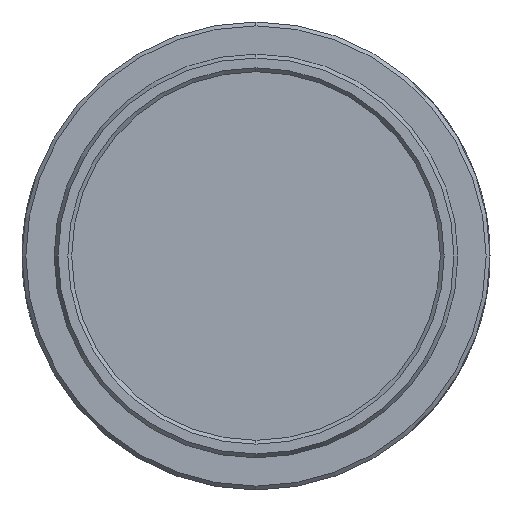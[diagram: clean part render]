
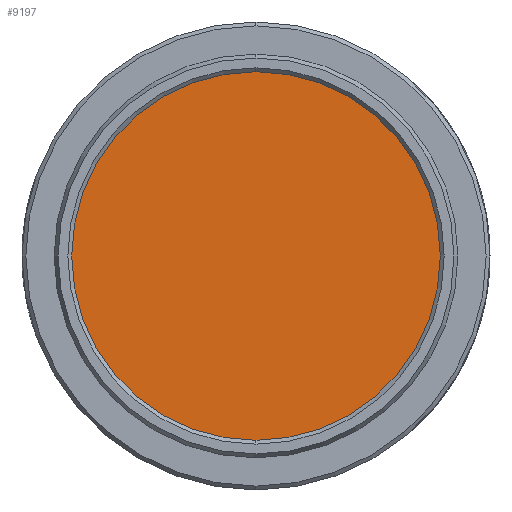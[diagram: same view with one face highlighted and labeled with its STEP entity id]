
A CAD part, left-side view. The second image highlights one B-rep face of the part: STEP entity #9197.
In plain terms, the highlighted planar face has unit normal (-1, 0, 0).
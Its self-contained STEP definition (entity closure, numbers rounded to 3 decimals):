
#1249 = DIRECTION ( 'NONE',  ( 0., -0.35, -0.937 ) ) ;
#1504 = DIRECTION ( 'NONE',  ( 0., -0.35, -0.937 ) ) ;
#1658 = VERTEX_POINT ( 'NONE', #11212 ) ;
#2086 = CARTESIAN_POINT ( 'NONE',  ( -7.62, 4.439, 11.899 ) ) ;
#2258 = FACE_OUTER_BOUND ( 'NONE', #9459, .T. ) ;
#2444 = AXIS2_PLACEMENT_3D ( 'NONE', #3696, #11977, #1249 ) ;
#3625 = AXIS2_PLACEMENT_3D ( 'NONE', #14789, #14692, #11274 ) ;
#3696 = CARTESIAN_POINT ( 'NONE',  ( -7.62, 0., 0. ) ) ;
#4642 = ORIENTED_EDGE ( 'NONE', *, *, #8078, .F. ) ;
#5008 = VERTEX_POINT ( 'NONE', #2086 ) ;
#5081 = DIRECTION ( 'NONE',  ( 1., 0., 0. ) ) ;
#6213 = ORIENTED_EDGE ( 'NONE', *, *, #10517, .F. ) ;
#7081 = CIRCLE ( 'NONE', #2444, 12.7 ) ;
#8078 = EDGE_CURVE ( 'NONE', #1658, #5008, #9602, .T. ) ;
#9197 = ADVANCED_FACE ( 'NONE', ( #2258 ), #12313, .F. ) ;
#9459 = EDGE_LOOP ( 'NONE', ( #4642, #6213 ) ) ;
#9602 = CIRCLE ( 'NONE', #12674, 12.7 ) ;
#9893 = CARTESIAN_POINT ( 'NONE',  ( -7.62, 0., 0. ) ) ;
#10517 = EDGE_CURVE ( 'NONE', #5008, #1658, #7081, .T. ) ;
#11212 = CARTESIAN_POINT ( 'NONE',  ( -7.62, -4.439, -11.899 ) ) ;
#11274 = DIRECTION ( 'NONE',  ( 0., -0.35, -0.937 ) ) ;
#11977 = DIRECTION ( 'NONE',  ( 1., 0., 0. ) ) ;
#12313 = PLANE ( 'NONE',  #3625 ) ;
#12674 = AXIS2_PLACEMENT_3D ( 'NONE', #9893, #5081, #1504 ) ;
#14692 = DIRECTION ( 'NONE',  ( 1., 0., 0. ) ) ;
#14789 = CARTESIAN_POINT ( 'NONE',  ( -7.62, 0., 0. ) ) ;
